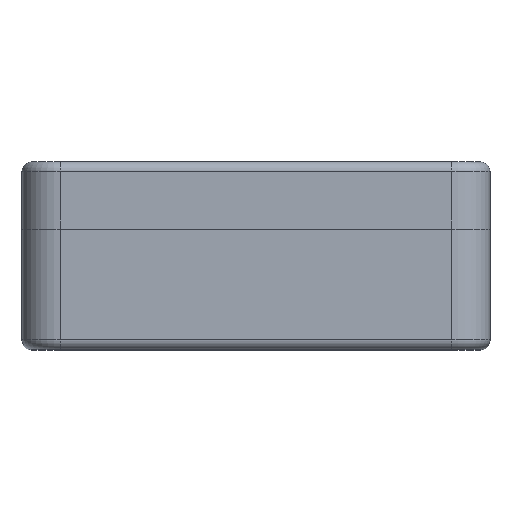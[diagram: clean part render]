
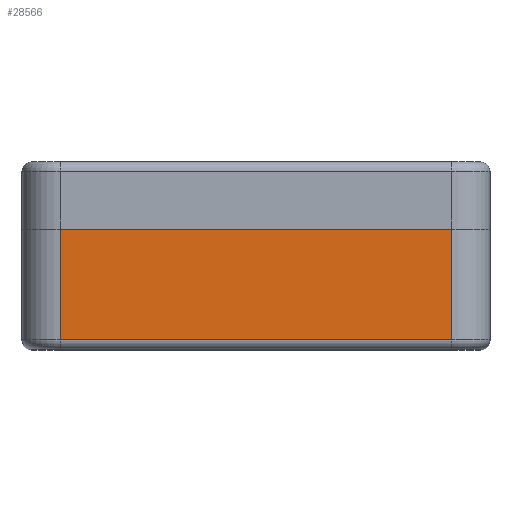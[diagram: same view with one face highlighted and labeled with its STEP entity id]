
A CAD part, top view. The second image highlights one B-rep face of the part: STEP entity #28566.
In plain terms, the highlighted planar face has unit normal (0, 0, 1).
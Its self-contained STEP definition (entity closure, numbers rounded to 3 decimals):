
#695=PLANE('',#30887);
#2892=FACE_OUTER_BOUND('',#4661,.T.);
#4661=EDGE_LOOP('',(#21674,#21675,#21676,#21677));
#6615=LINE('',#49336,#8805);
#6626=LINE('',#49384,#8816);
#6627=LINE('',#49388,#8817);
#6628=LINE('',#49389,#8818);
#8805=VECTOR('',#35198,10.);
#8816=VECTOR('',#35255,10.);
#8817=VECTOR('',#35260,10.);
#8818=VECTOR('',#35261,10.);
#12845=VERTEX_POINT('',#49332);
#12846=VERTEX_POINT('',#49334);
#12860=VERTEX_POINT('',#49383);
#12861=VERTEX_POINT('',#49387);
#16120=EDGE_CURVE('',#12846,#12845,#6615,.T.);
#16144=EDGE_CURVE('',#12845,#12860,#6626,.T.);
#16146=EDGE_CURVE('',#12861,#12846,#6627,.T.);
#16147=EDGE_CURVE('',#12860,#12861,#6628,.F.);
#21674=ORIENTED_EDGE('',*,*,#16120,.F.);
#21675=ORIENTED_EDGE('',*,*,#16146,.F.);
#21676=ORIENTED_EDGE('',*,*,#16147,.F.);
#21677=ORIENTED_EDGE('',*,*,#16144,.F.);
#28566=ADVANCED_FACE('',(#2892),#695,.T.);
#30887=AXIS2_PLACEMENT_3D('',#49386,#35258,#35259);
#35198=DIRECTION('',(-1.,0.,0.));
#35255=DIRECTION('',(0.,1.,0.));
#35258=DIRECTION('center_axis',(0.,0.,1.));
#35259=DIRECTION('ref_axis',(1.,0.,0.));
#35260=DIRECTION('',(0.,-1.,0.));
#35261=DIRECTION('',(-1.,0.,0.));
#49332=CARTESIAN_POINT('',(-39.255,6.5,59.99));
#49334=CARTESIAN_POINT('',(42.255,6.5,59.99));
#49336=CARTESIAN_POINT('',(-25.128,6.5,59.99));
#49383=CARTESIAN_POINT('',(-39.255,29.5,59.99));
#49384=CARTESIAN_POINT('',(-39.255,7.5,59.99));
#49386=CARTESIAN_POINT('Origin',(-50.255,7.5,59.99));
#49387=CARTESIAN_POINT('',(42.255,29.5,59.99));
#49388=CARTESIAN_POINT('',(42.255,7.5,59.99));
#49389=CARTESIAN_POINT('',(-25.128,29.5,59.99));
